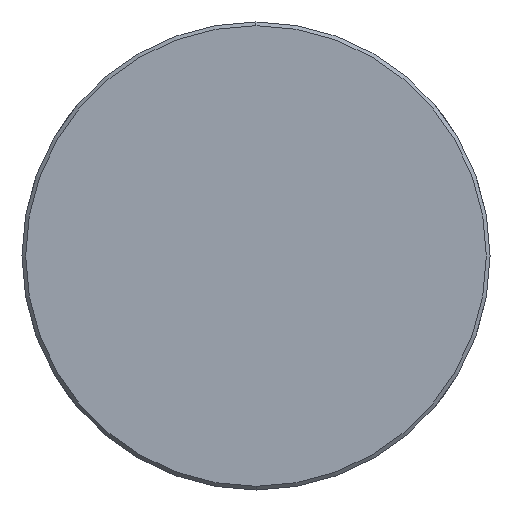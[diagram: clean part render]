
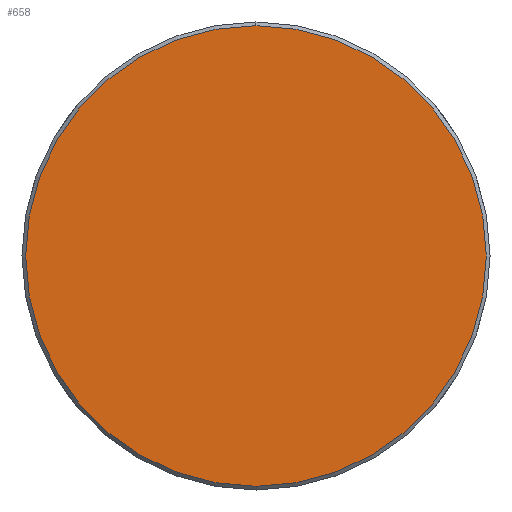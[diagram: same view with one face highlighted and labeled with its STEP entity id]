
A CAD part, left-side view. The second image highlights one B-rep face of the part: STEP entity #658.
In plain terms, the highlighted planar face has unit normal (-1, 0, 0).
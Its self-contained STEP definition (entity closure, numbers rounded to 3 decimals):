
#33 = AXIS2_PLACEMENT_3D ( 'NONE', #1123, #909, #813 ) ;
#60 = EDGE_LOOP ( 'NONE', ( #809, #93 ) ) ;
#69 = PLANE ( 'NONE',  #33 ) ;
#74 = VERTEX_POINT ( 'NONE', #396 ) ;
#93 = ORIENTED_EDGE ( 'NONE', *, *, #442, .T. ) ;
#126 = DIRECTION ( 'NONE',  ( 0., 0., -1. ) ) ;
#396 = CARTESIAN_POINT ( 'NONE',  ( -99., 0., -18.7 ) ) ;
#410 = CARTESIAN_POINT ( 'NONE',  ( -99., 0., 18.7 ) ) ;
#442 = EDGE_CURVE ( 'NONE', #1082, #74, #652, .T. ) ;
#652 = CIRCLE ( 'NONE', #1236, 18.7 ) ;
#658 = ADVANCED_FACE ( 'NONE', ( #889 ), #69, .F. ) ;
#670 = CARTESIAN_POINT ( 'NONE',  ( -99., 0., 0. ) ) ;
#684 = CIRCLE ( 'NONE', #864, 18.7 ) ;
#714 = EDGE_CURVE ( 'NONE', #74, #1082, #684, .T. ) ;
#809 = ORIENTED_EDGE ( 'NONE', *, *, #714, .T. ) ;
#813 = DIRECTION ( 'NONE',  ( 0., 0., -1. ) ) ;
#864 = AXIS2_PLACEMENT_3D ( 'NONE', #1041, #1129, #933 ) ;
#889 = FACE_OUTER_BOUND ( 'NONE', #60, .T. ) ;
#909 = DIRECTION ( 'NONE',  ( 1., 0., 0. ) ) ;
#933 = DIRECTION ( 'NONE',  ( 0., 0., -1. ) ) ;
#976 = DIRECTION ( 'NONE',  ( -1., 0., 0. ) ) ;
#1041 = CARTESIAN_POINT ( 'NONE',  ( -99., 0., 0. ) ) ;
#1082 = VERTEX_POINT ( 'NONE', #410 ) ;
#1123 = CARTESIAN_POINT ( 'NONE',  ( -99., -18.924, 18.924 ) ) ;
#1129 = DIRECTION ( 'NONE',  ( -1., 0., 0. ) ) ;
#1236 = AXIS2_PLACEMENT_3D ( 'NONE', #670, #976, #126 ) ;
